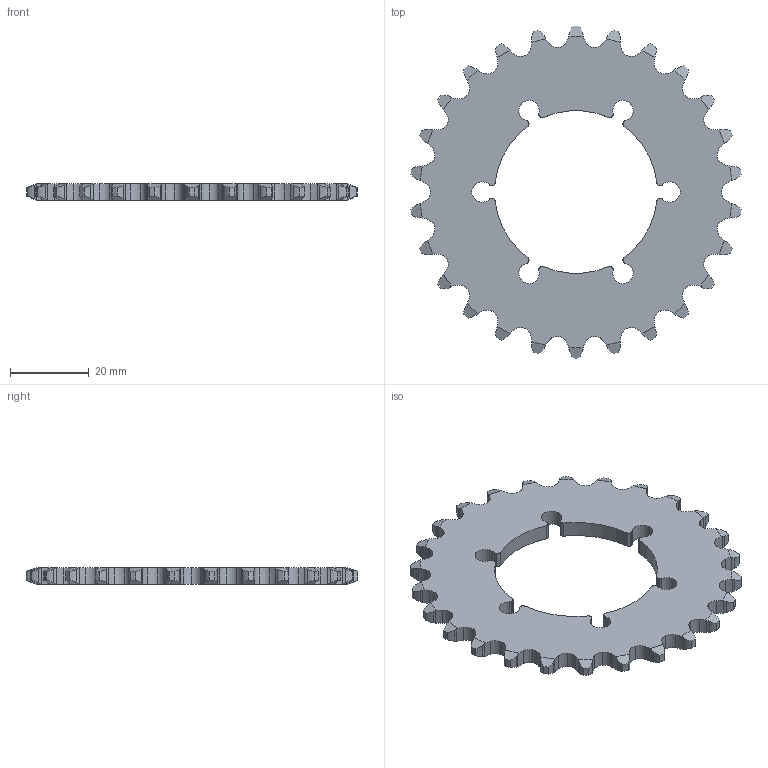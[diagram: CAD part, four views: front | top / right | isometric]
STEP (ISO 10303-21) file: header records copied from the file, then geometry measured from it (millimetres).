
FILE_DESCRIPTION (( 'STEP AP214' ), '1' );
FILE_NAME ('am-0737 S35-26LE.STEP', '2017-02-09T21:10:48', ( '' ), ( '' ), 'SwSTEP 2.0', 'SolidWorks 2017', '' );
FILE_SCHEMA (( 'AUTOMOTIVE_DESIGN' ));
Length unit declared in the file: inch
Products named in the file (1): am-0737 S35-26LE
Bounding box: 83.7 x 84.16 x 4.06 mm (x, y, z)
Volume: 13407.9 mm3; surface area: 8913.6 mm2
Topology: 1 solids, 1 shells, 340 faces, 1014 edges, 676 vertices
Faces by surface type: cylinder 222, plane 66, cone 52
Entity records: 12134 total; most frequent: CARTESIAN_POINT 3175, ORIENTED_EDGE 2028, DIRECTION 1776, EDGE_CURVE 1014, AXIS2_PLACEMENT_3D 733, VERTEX_POINT 676, CIRCLE 392, EDGE_LOOP 342
